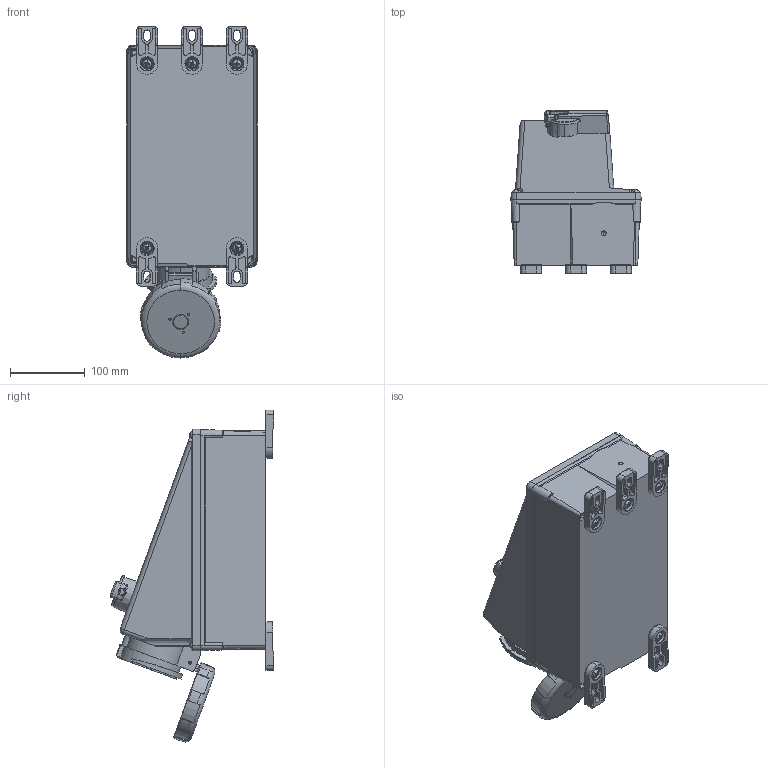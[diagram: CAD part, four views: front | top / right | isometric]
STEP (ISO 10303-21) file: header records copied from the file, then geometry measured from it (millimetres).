
FILE_DESCRIPTION (( 'STEP AP203' ), '1' );
FILE_NAME ('BRY560MI7W.step', '2023-02-15T14:40:31', ( '' ), ( '' ), 'SwSTEP 2.0', 'SolidWorks 2021', '' );
FILE_SCHEMA (( 'CONFIG_CONTROL_DESIGN' ));
Length unit declared in the file: inch
Products named in the file (1): BRY560MI7W
Bounding box: 174.75 x 219.32 x 445.61 mm (x, y, z)
Volume: 6932550.3 mm3; surface area: 546129.3 mm2
Topology: 22 solids, 32 shells, 1825 faces, 4814 edges, 3029 vertices
Faces by surface type: plane 730, cylinder 642, bspline 243, cone 133, sphere 42, torus 35
Entity records: 67105 total; most frequent: CARTESIAN_POINT 23788, ORIENTED_EDGE 9452, DIRECTION 8688, EDGE_CURVE 4726, AXIS2_PLACEMENT_3D 3255, VERTEX_POINT 3027, VECTOR 2178, LINE 2178
